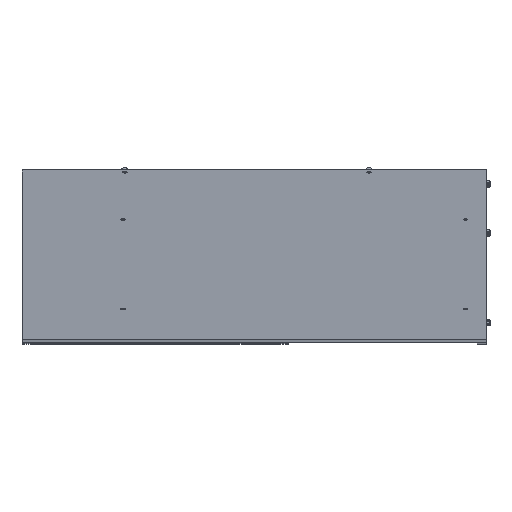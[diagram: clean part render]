
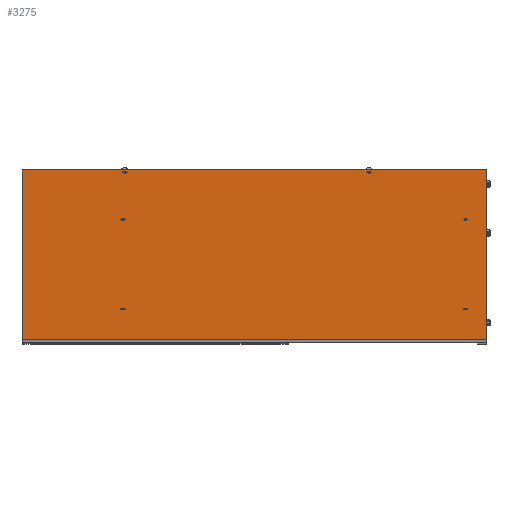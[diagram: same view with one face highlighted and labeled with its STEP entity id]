
A CAD part, top view. The second image highlights one B-rep face of the part: STEP entity #3275.
In plain terms, the highlighted face is planar.
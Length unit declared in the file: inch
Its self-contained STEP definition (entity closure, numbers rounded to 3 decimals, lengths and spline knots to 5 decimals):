
#311=FACE_BOUND('',#765,.T.);
#312=FACE_BOUND('',#766,.T.);
#313=FACE_BOUND('',#767,.T.);
#314=FACE_BOUND('',#768,.T.);
#315=FACE_BOUND('',#769,.T.);
#316=FACE_BOUND('',#770,.T.);
#390=CIRCLE('',#3502,0.064);
#392=CIRCLE('',#3505,0.064);
#394=CIRCLE('',#3508,0.064);
#396=CIRCLE('',#3511,0.064);
#398=CIRCLE('',#3514,0.064);
#400=CIRCLE('',#3517,0.064);
#546=FACE_OUTER_BOUND('',#764,.T.);
#764=EDGE_LOOP('',(#2640,#2641,#2642,#2643));
#765=EDGE_LOOP('',(#2644));
#766=EDGE_LOOP('',(#2645));
#767=EDGE_LOOP('',(#2646));
#768=EDGE_LOOP('',(#2647));
#769=EDGE_LOOP('',(#2648));
#770=EDGE_LOOP('',(#2649));
#1075=LINE('',#5149,#1387);
#1078=LINE('',#5155,#1390);
#1081=LINE('',#5161,#1393);
#1082=LINE('',#5163,#1394);
#1387=VECTOR('',#4156,23.75);
#1390=VECTOR('',#4161,36.);
#1393=VECTOR('',#4166,23.75);
#1394=VECTOR('',#4169,36.);
#1663=VERTEX_POINT('',#5112);
#1665=VERTEX_POINT('',#5117);
#1667=VERTEX_POINT('',#5122);
#1669=VERTEX_POINT('',#5127);
#1671=VERTEX_POINT('',#5132);
#1673=VERTEX_POINT('',#5137);
#1676=VERTEX_POINT('',#5143);
#1678=VERTEX_POINT('',#5147);
#1680=VERTEX_POINT('',#5153);
#1682=VERTEX_POINT('',#5159);
#2009=EDGE_CURVE('',#1663,#1663,#390,.T.);
#2011=EDGE_CURVE('',#1665,#1665,#392,.T.);
#2013=EDGE_CURVE('',#1667,#1667,#394,.T.);
#2015=EDGE_CURVE('',#1669,#1669,#396,.T.);
#2017=EDGE_CURVE('',#1671,#1671,#398,.T.);
#2019=EDGE_CURVE('',#1673,#1673,#400,.T.);
#2024=EDGE_CURVE('',#1678,#1676,#1075,.T.);
#2027=EDGE_CURVE('',#1678,#1680,#1078,.T.);
#2030=EDGE_CURVE('',#1680,#1682,#1081,.T.);
#2031=EDGE_CURVE('',#1676,#1682,#1082,.T.);
#2640=ORIENTED_EDGE('',*,*,#2031,.F.);
#2641=ORIENTED_EDGE('',*,*,#2024,.F.);
#2642=ORIENTED_EDGE('',*,*,#2027,.T.);
#2643=ORIENTED_EDGE('',*,*,#2030,.T.);
#2644=ORIENTED_EDGE('',*,*,#2009,.T.);
#2645=ORIENTED_EDGE('',*,*,#2011,.T.);
#2646=ORIENTED_EDGE('',*,*,#2013,.T.);
#2647=ORIENTED_EDGE('',*,*,#2015,.T.);
#2648=ORIENTED_EDGE('',*,*,#2017,.T.);
#2649=ORIENTED_EDGE('',*,*,#2019,.T.);
#3117=PLANE('',#3522);
#3275=ADVANCED_FACE('',(#546,#311,#312,#313,#314,#315,#316),#3117,.T.);
#3502=AXIS2_PLACEMENT_3D('',#5113,#4117,#4118);
#3505=AXIS2_PLACEMENT_3D('',#5118,#4123,#4124);
#3508=AXIS2_PLACEMENT_3D('',#5123,#4129,#4130);
#3511=AXIS2_PLACEMENT_3D('',#5128,#4135,#4136);
#3514=AXIS2_PLACEMENT_3D('',#5133,#4141,#4142);
#3517=AXIS2_PLACEMENT_3D('',#5138,#4147,#4148);
#3522=AXIS2_PLACEMENT_3D('',#5162,#4167,#4168);
#4117=DIRECTION('center_axis',(0.,-1.,0.));
#4118=DIRECTION('ref_axis',(0.,0.,-1.));
#4123=DIRECTION('center_axis',(0.,-1.,0.));
#4124=DIRECTION('ref_axis',(0.,0.,-1.));
#4129=DIRECTION('center_axis',(0.,-1.,0.));
#4130=DIRECTION('ref_axis',(0.,0.,-1.));
#4135=DIRECTION('center_axis',(0.,-1.,0.));
#4136=DIRECTION('ref_axis',(0.,0.,-1.));
#4141=DIRECTION('center_axis',(0.,-1.,0.));
#4142=DIRECTION('ref_axis',(0.,0.,-1.));
#4147=DIRECTION('center_axis',(0.,-1.,0.));
#4148=DIRECTION('ref_axis',(0.,0.,-1.));
#4156=DIRECTION('',(-1.,0.,0.));
#4161=DIRECTION('',(0.,0.,-1.));
#4166=DIRECTION('',(-1.,0.,0.));
#4167=DIRECTION('center_axis',(0.,1.,0.));
#4168=DIRECTION('ref_axis',(0.,0.,1.));
#4169=DIRECTION('',(0.,0.,-1.));
#5112=CARTESIAN_POINT('',(-6.5625,0.11811,-17.544));
#5113=CARTESIAN_POINT('Origin',(-6.5625,0.11811,-17.48));
#5117=CARTESIAN_POINT('',(5.9375,0.11811,-17.544));
#5118=CARTESIAN_POINT('Origin',(5.9375,0.11811,-17.48));
#5122=CARTESIAN_POINT('',(10.87506,0.11811,-7.564));
#5123=CARTESIAN_POINT('Origin',(10.87506,0.11811,-7.5));
#5127=CARTESIAN_POINT('',(10.87506,0.11811,11.436));
#5128=CARTESIAN_POINT('Origin',(10.87506,0.11811,11.5));
#5132=CARTESIAN_POINT('',(-6.6525,0.11811,-7.564));
#5133=CARTESIAN_POINT('Origin',(-6.6525,0.11811,-7.5));
#5137=CARTESIAN_POINT('',(-6.6525,0.11811,11.436));
#5138=CARTESIAN_POINT('Origin',(-6.6525,0.11811,11.5));
#5143=CARTESIAN_POINT('',(-11.8125,0.11811,18.));
#5147=CARTESIAN_POINT('',(11.9375,0.11811,18.));
#5149=CARTESIAN_POINT('',(0.,0.11811,18.));
#5153=CARTESIAN_POINT('',(11.9375,0.11811,-18.));
#5155=CARTESIAN_POINT('',(11.9375,0.11811,0.));
#5159=CARTESIAN_POINT('',(-11.8125,0.11811,-18.));
#5161=CARTESIAN_POINT('',(0.,0.11811,-18.));
#5162=CARTESIAN_POINT('Origin',(0.,0.11811,0.));
#5163=CARTESIAN_POINT('',(-11.8125,0.11811,18.));
